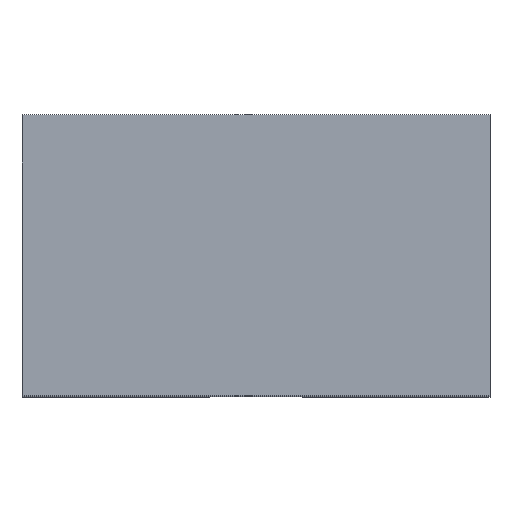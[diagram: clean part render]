
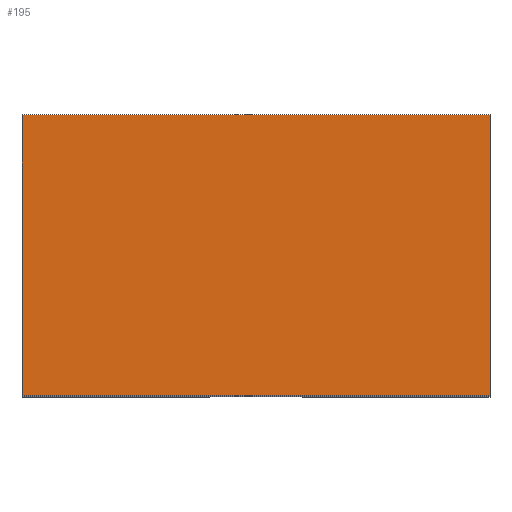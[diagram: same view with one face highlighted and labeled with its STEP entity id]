
A CAD part, top view. The second image highlights one B-rep face of the part: STEP entity #195.
In plain terms, the highlighted planar face has unit normal (0, 0, 1).
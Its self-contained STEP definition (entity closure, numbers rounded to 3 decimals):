
#61 = CARTESIAN_POINT ( 'NONE',  ( -250., -75., 225. ) ) ;
#73 = ORIENTED_EDGE ( 'NONE', *, *, #107, .F. ) ;
#107 = EDGE_CURVE ( 'NONE', #374, #393, #182, .T. ) ;
#113 = ORIENTED_EDGE ( 'NONE', *, *, #516, .F. ) ;
#168 = LINE ( 'NONE', #549, #424 ) ;
#182 = LINE ( 'NONE', #319, #689 ) ;
#195 = ADVANCED_FACE ( 'NONE', ( #680 ), #670, .T. ) ;
#213 = EDGE_CURVE ( 'NONE', #667, #599, #168, .T. ) ;
#215 = DIRECTION ( 'NONE',  ( 0., -1., 0. ) ) ;
#251 = CARTESIAN_POINT ( 'NONE',  ( 0., 75., 225. ) ) ;
#255 = DIRECTION ( 'NONE',  ( 1., 0., 0. ) ) ;
#262 = VECTOR ( 'NONE', #582, 1000. ) ;
#274 = LINE ( 'NONE', #61, #262 ) ;
#319 = CARTESIAN_POINT ( 'NONE',  ( 0., 75., 225. ) ) ;
#348 = CARTESIAN_POINT ( 'NONE',  ( -250., -75., 225. ) ) ;
#352 = DIRECTION ( 'NONE',  ( 0., 0., 1. ) ) ;
#368 = ORIENTED_EDGE ( 'NONE', *, *, #693, .T. ) ;
#374 = VERTEX_POINT ( 'NONE', #251 ) ;
#393 = VERTEX_POINT ( 'NONE', #723 ) ;
#403 = AXIS2_PLACEMENT_3D ( 'NONE', #432, #352, #742 ) ;
#423 = DIRECTION ( 'NONE',  ( 0., -1., 0. ) ) ;
#424 = VECTOR ( 'NONE', #215, 1000. ) ;
#432 = CARTESIAN_POINT ( 'NONE',  ( -250., 75., 225. ) ) ;
#462 = VECTOR ( 'NONE', #255, 1000. ) ;
#498 = CARTESIAN_POINT ( 'NONE',  ( -250., 75., 225. ) ) ;
#516 = EDGE_CURVE ( 'NONE', #667, #374, #724, .T. ) ;
#549 = CARTESIAN_POINT ( 'NONE',  ( -250., 75., 225. ) ) ;
#582 = DIRECTION ( 'NONE',  ( 1., 0., 0. ) ) ;
#599 = VERTEX_POINT ( 'NONE', #348 ) ;
#620 = EDGE_LOOP ( 'NONE', ( #73, #113, #661, #368 ) ) ;
#661 = ORIENTED_EDGE ( 'NONE', *, *, #213, .T. ) ;
#667 = VERTEX_POINT ( 'NONE', #498 ) ;
#670 = PLANE ( 'NONE',  #403 ) ;
#680 = FACE_OUTER_BOUND ( 'NONE', #620, .T. ) ;
#689 = VECTOR ( 'NONE', #423, 1000. ) ;
#693 = EDGE_CURVE ( 'NONE', #599, #393, #274, .T. ) ;
#723 = CARTESIAN_POINT ( 'NONE',  ( 0., -75., 225. ) ) ;
#724 = LINE ( 'NONE', #730, #462 ) ;
#730 = CARTESIAN_POINT ( 'NONE',  ( -250., 75., 225. ) ) ;
#742 = DIRECTION ( 'NONE',  ( 1., 0., 0. ) ) ;
